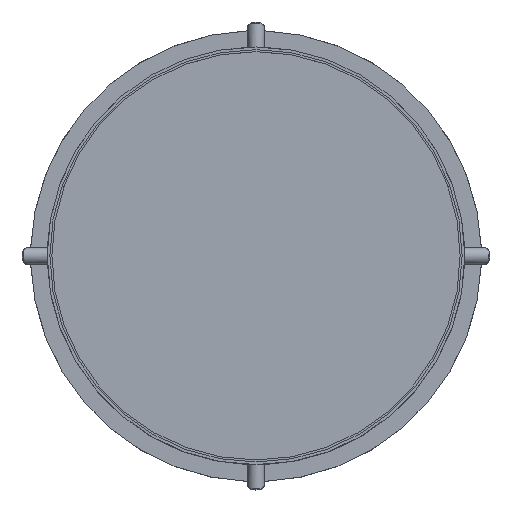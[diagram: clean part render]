
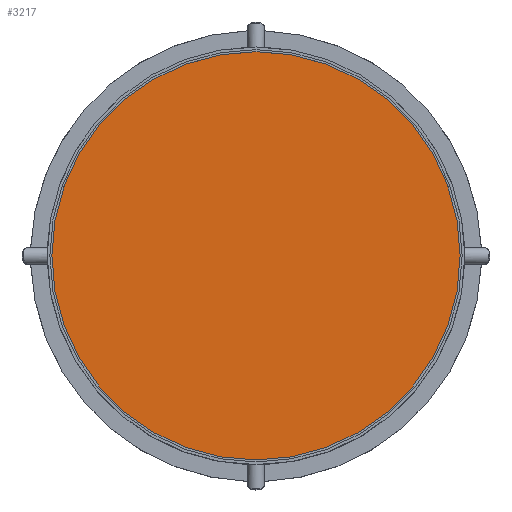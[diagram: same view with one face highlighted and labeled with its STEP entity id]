
A CAD part, top view. The second image highlights one B-rep face of the part: STEP entity #3217.
In plain terms, the highlighted planar face has unit normal (0, 0, 1).
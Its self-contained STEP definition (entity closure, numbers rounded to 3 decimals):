
#258=CIRCLE('',#3572,611.);
#357=PLANE('',#3571);
#532=FACE_OUTER_BOUND('',#775,.T.);
#775=EDGE_LOOP('',(#2951));
#1616=VERTEX_POINT('',#6655);
#2062=EDGE_CURVE('',#1616,#1616,#258,.T.);
#2951=ORIENTED_EDGE('',*,*,#2062,.T.);
#3217=ADVANCED_FACE('',(#532),#357,.T.);
#3571=AXIS2_PLACEMENT_3D('',#6654,#4439,#4440);
#3572=AXIS2_PLACEMENT_3D('',#6656,#4441,#4442);
#4439=DIRECTION('center_axis',(0.,0.,1.));
#4440=DIRECTION('ref_axis',(1.,0.,0.));
#4441=DIRECTION('center_axis',(0.,0.,1.));
#4442=DIRECTION('ref_axis',(-1.,0.,0.));
#6654=CARTESIAN_POINT('Origin',(0.,0.,550.));
#6655=CARTESIAN_POINT('',(611.,0.,550.));
#6656=CARTESIAN_POINT('Origin',(0.,0.,550.));
